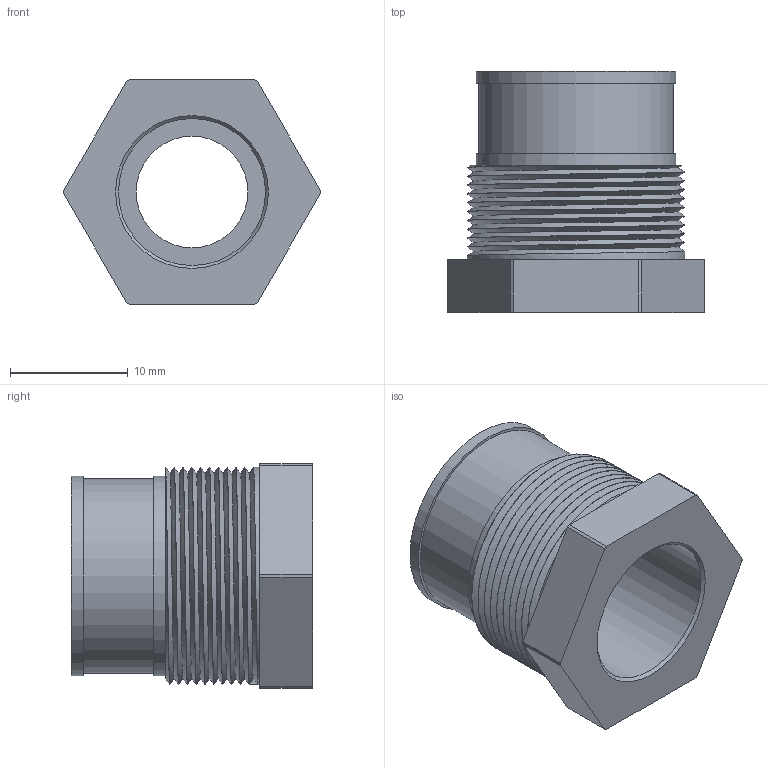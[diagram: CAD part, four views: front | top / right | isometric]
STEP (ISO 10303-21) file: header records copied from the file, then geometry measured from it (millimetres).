
FILE_DESCRIPTION (( 'STEP AP214' ), '1' );
FILE_NAME ('ZP-MC-CG-11P5.STEP', '2011-11-21T12:32:42', ( '.adc' ), ( '' ), 'SwSTEP 2.0', 'SolidWorks 2011', '' );
FILE_SCHEMA (( 'AUTOMOTIVE_DESIGN' ));
Length unit declared in the file: millimetre
Products named in the file (1): ZP-MC-CG-11P5
Bounding box: 21.85 x 20.5 x 19.05 mm (x, y, z)
Volume: 2977.6 mm3; surface area: 2730 mm2
Topology: 1 solids, 1 shells, 47 faces, 111 edges, 73 vertices
Faces by surface type: cylinder 25, plane 17, bspline 3, cone 2
Full cylindrical faces by diameter (mm): 9.5 x1, 12.5 x3, 16.5 x1, 17 x2, 18.5 x10
Entity records: 2398 total; most frequent: CARTESIAN_POINT 1483, DIRECTION 164, ORIENTED_EDGE 142, EDGE_CURVE 71, AXIS2_PLACEMENT_3D 66, EDGE_LOOP 56, VERTEX_POINT 53, FACE_OUTER_BOUND 45
